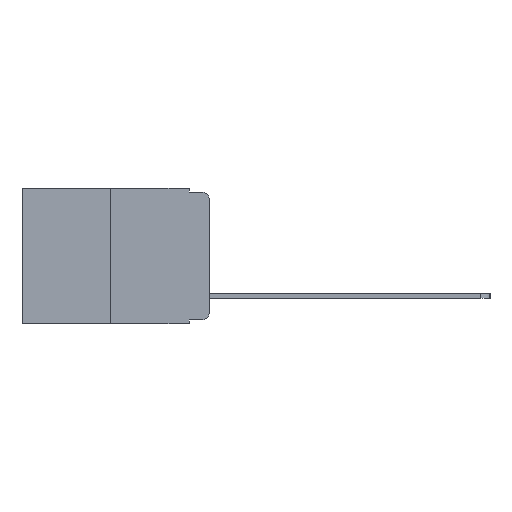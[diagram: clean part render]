
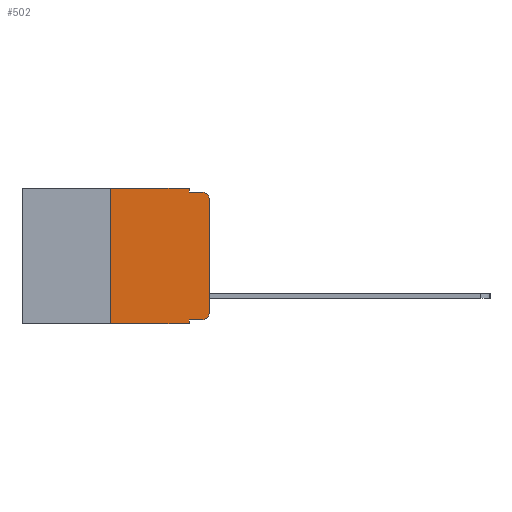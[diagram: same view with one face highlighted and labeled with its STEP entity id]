
A CAD part, left-side view. The second image highlights one B-rep face of the part: STEP entity #502.
In plain terms, the highlighted planar face has unit normal (-1, 0, 0).
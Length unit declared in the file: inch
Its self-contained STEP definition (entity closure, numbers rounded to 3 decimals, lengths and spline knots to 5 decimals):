
#87 = CARTESIAN_POINT ( 'NONE',  ( 0., 0.473, 0. ) ) ;
#93 = VERTEX_POINT ( 'NONE', #17405 ) ;
#174 = VERTEX_POINT ( 'NONE', #8010 ) ;
#281 = VERTEX_POINT ( 'NONE', #10511 ) ;
#367 = LINE ( 'NONE', #12803, #15190 ) ;
#502 = ADVANCED_FACE ( 'NONE', ( #16546 ), #5844, .F. ) ;
#1334 = DIRECTION ( 'NONE',  ( 0., -1., 0. ) ) ;
#1632 = EDGE_CURVE ( 'NONE', #9130, #10017, #10278, .T. ) ;
#1922 = VECTOR ( 'NONE', #10550, 39.37008 ) ;
#2278 = VERTEX_POINT ( 'NONE', #15536 ) ;
#2321 = DIRECTION ( 'NONE',  ( 1., 0., 0. ) ) ;
#2397 = VECTOR ( 'NONE', #8802, 39.37008 ) ;
#3010 = DIRECTION ( 'NONE',  ( 0., 0., 1. ) ) ;
#3080 = LINE ( 'NONE', #13536, #15486 ) ;
#3285 = DIRECTION ( 'NONE',  ( 0., 0., -1. ) ) ;
#3411 = VERTEX_POINT ( 'NONE', #8727 ) ;
#3445 = VERTEX_POINT ( 'NONE', #7370 ) ;
#3674 = CARTESIAN_POINT ( 'NONE',  ( 0., 0.473, 0. ) ) ;
#3726 = CIRCLE ( 'NONE', #10917, 0.02 ) ;
#4224 = CARTESIAN_POINT ( 'NONE',  ( 0., 0.051, -0.333 ) ) ;
#5306 = EDGE_CURVE ( 'NONE', #174, #2278, #17148, .T. ) ;
#5417 = ORIENTED_EDGE ( 'NONE', *, *, #6349, .F. ) ;
#5844 = PLANE ( 'NONE',  #17264 ) ;
#5923 = CARTESIAN_POINT ( 'NONE',  ( 0., 0.051, -0.343 ) ) ;
#6149 = VECTOR ( 'NONE', #10360, 39.37008 ) ;
#6349 = EDGE_CURVE ( 'NONE', #281, #3445, #9919, .T. ) ;
#6747 = DIRECTION ( 'NONE',  ( 0., -1., 0. ) ) ;
#6945 = VERTEX_POINT ( 'NONE', #14657 ) ;
#7169 = EDGE_CURVE ( 'NONE', #6945, #174, #16451, .T. ) ;
#7370 = CARTESIAN_POINT ( 'NONE',  ( 0., 0.051, 0. ) ) ;
#7486 = CARTESIAN_POINT ( 'NONE',  ( 0., 0.25, -0.343 ) ) ;
#7607 = CARTESIAN_POINT ( 'NONE',  ( 0., 0.02, -0.313 ) ) ;
#7823 = ORIENTED_EDGE ( 'NONE', *, *, #14390, .T. ) ;
#7857 = DIRECTION ( 'NONE',  ( -1., 0., 0. ) ) ;
#7950 = CARTESIAN_POINT ( 'NONE',  ( 0., 0.051, 0. ) ) ;
#8010 = CARTESIAN_POINT ( 'NONE',  ( 0., 0.02, -0.333 ) ) ;
#8122 = EDGE_CURVE ( 'NONE', #6945, #10017, #12114, .T. ) ;
#8727 = CARTESIAN_POINT ( 'NONE',  ( 0., 0.02, -0.01 ) ) ;
#8802 = DIRECTION ( 'NONE',  ( 0., -1., 0. ) ) ;
#9006 = DIRECTION ( 'NONE',  ( 0., 0., -1. ) ) ;
#9035 = EDGE_CURVE ( 'NONE', #9130, #281, #14325, .T. ) ;
#9112 = ORIENTED_EDGE ( 'NONE', *, *, #9035, .F. ) ;
#9130 = VERTEX_POINT ( 'NONE', #7486 ) ;
#9919 = LINE ( 'NONE', #87, #2397 ) ;
#9979 = ORIENTED_EDGE ( 'NONE', *, *, #7169, .T. ) ;
#10017 = VERTEX_POINT ( 'NONE', #5923 ) ;
#10278 = LINE ( 'NONE', #14417, #6149 ) ;
#10360 = DIRECTION ( 'NONE',  ( 0., -1., 0. ) ) ;
#10494 = CARTESIAN_POINT ( 'NONE',  ( 0., 0.051, 0. ) ) ;
#10511 = CARTESIAN_POINT ( 'NONE',  ( 0., 0.25, 0. ) ) ;
#10550 = DIRECTION ( 'NONE',  ( 0., 0., -1. ) ) ;
#10766 = CARTESIAN_POINT ( 'NONE',  ( 0., 0., -0.03 ) ) ;
#10821 = VECTOR ( 'NONE', #3010, 39.37008 ) ;
#10858 = EDGE_CURVE ( 'NONE', #3445, #93, #16512, .T. ) ;
#10917 = AXIS2_PLACEMENT_3D ( 'NONE', #15843, #7857, #17134 ) ;
#11367 = CARTESIAN_POINT ( 'NONE',  ( 0., 0.25, 0. ) ) ;
#11738 = EDGE_CURVE ( 'NONE', #93, #3411, #3080, .T. ) ;
#11848 = ORIENTED_EDGE ( 'NONE', *, *, #11738, .F. ) ;
#12114 = LINE ( 'NONE', #7950, #16417 ) ;
#12645 = EDGE_CURVE ( 'NONE', #17535, #3411, #3726, .T. ) ;
#12803 = CARTESIAN_POINT ( 'NONE',  ( 0., 0., 0. ) ) ;
#12961 = VECTOR ( 'NONE', #1334, 39.37008 ) ;
#13095 = ORIENTED_EDGE ( 'NONE', *, *, #1632, .T. ) ;
#13534 = ORIENTED_EDGE ( 'NONE', *, *, #5306, .T. ) ;
#13536 = CARTESIAN_POINT ( 'NONE',  ( 0., 0.051, -0.01 ) ) ;
#14116 = DIRECTION ( 'NONE',  ( 0., 0., 1. ) ) ;
#14325 = LINE ( 'NONE', #11367, #10821 ) ;
#14390 = EDGE_CURVE ( 'NONE', #2278, #17535, #367, .T. ) ;
#14417 = CARTESIAN_POINT ( 'NONE',  ( 0., 0.473, -0.343 ) ) ;
#14657 = CARTESIAN_POINT ( 'NONE',  ( 0., 0.051, -0.333 ) ) ;
#14952 = ORIENTED_EDGE ( 'NONE', *, *, #12645, .T. ) ;
#15044 = AXIS2_PLACEMENT_3D ( 'NONE', #7607, #16902, #9006 ) ;
#15111 = EDGE_LOOP ( 'NONE', ( #7823, #14952, #11848, #15750, #5417, #9112, #13095, #16565, #9979, #13534 ) ) ;
#15190 = VECTOR ( 'NONE', #14116, 39.37008 ) ;
#15486 = VECTOR ( 'NONE', #6747, 39.37008 ) ;
#15536 = CARTESIAN_POINT ( 'NONE',  ( 0., 0., -0.313 ) ) ;
#15750 = ORIENTED_EDGE ( 'NONE', *, *, #10858, .F. ) ;
#15843 = CARTESIAN_POINT ( 'NONE',  ( 0., 0.02, -0.03 ) ) ;
#15919 = DIRECTION ( 'NONE',  ( 0., 0., -1. ) ) ;
#16417 = VECTOR ( 'NONE', #15919, 39.37008 ) ;
#16451 = LINE ( 'NONE', #4224, #12961 ) ;
#16512 = LINE ( 'NONE', #10494, #1922 ) ;
#16546 = FACE_OUTER_BOUND ( 'NONE', #15111, .T. ) ;
#16565 = ORIENTED_EDGE ( 'NONE', *, *, #8122, .F. ) ;
#16902 = DIRECTION ( 'NONE',  ( -1., 0., 0. ) ) ;
#17134 = DIRECTION ( 'NONE',  ( 0., 0., -1. ) ) ;
#17148 = CIRCLE ( 'NONE', #15044, 0.02 ) ;
#17264 = AXIS2_PLACEMENT_3D ( 'NONE', #3674, #2321, #3285 ) ;
#17405 = CARTESIAN_POINT ( 'NONE',  ( 0., 0.051, -0.01 ) ) ;
#17535 = VERTEX_POINT ( 'NONE', #10766 ) ;
